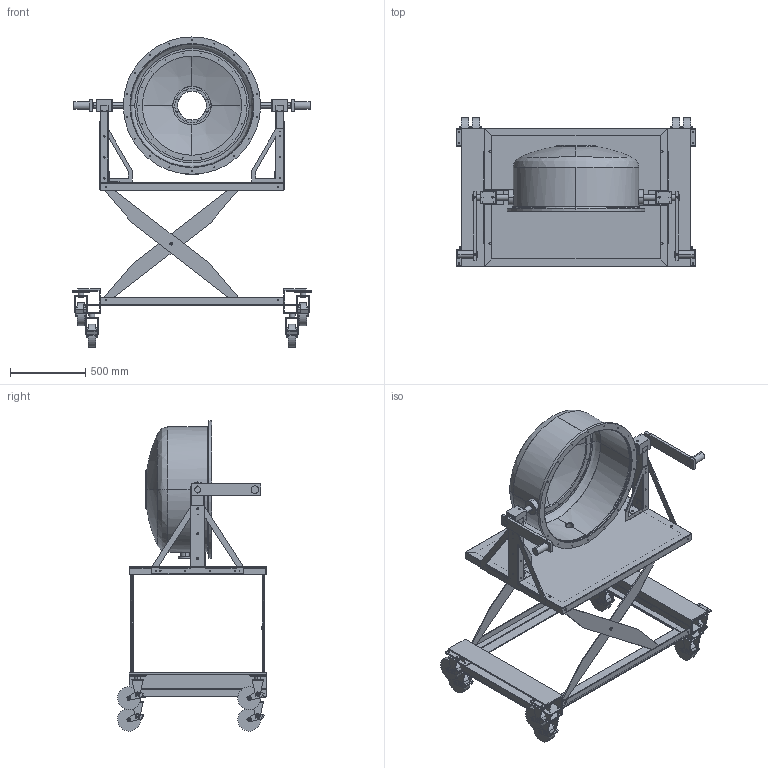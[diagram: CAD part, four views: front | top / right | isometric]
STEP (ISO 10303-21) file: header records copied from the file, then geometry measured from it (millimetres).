
FILE_DESCRIPTION((''),'2;1');
FILE_NAME('Cart2.stp','2005-09-12T15:23:48',('User'),(''),'Autodesk Inventor 8','Autodesk Inventor 8','');
FILE_SCHEMA(('AUTOMOTIVE_DESIGN { 1 0 10303 214 1 1 1 1 }'));
Length unit declared in the file: millimetre
Products named in the file (48): Cart2; LiftCart; CartBase; SupportTube; BaseSupport; Caster; CasterBasePlate; AxleHousing; Swivel; WheelBracket; Washer-1; Wheel; LiftTable; LiftBase; Angle-Long; Angle-Short; Spacer-1; LiftBrace; Roller; Washer-2; TableTop; TopPlate; CartBase2; AngleBar; LiftSupport; CartBase3; PivotAssembly; Upright; MainBracePlate; BracePlate; BaseAngle; ShaftAssembly; BearingBlock; Shaft; BallBearingR24; BearingEndPlate; CWAssembly; CWHandle; Post; VacVesSec3 ...
Assembly tree (91 placements, depth 5):
  Cart2
    LiftCart
      CartBase
        SupportTube  x2
        BaseSupport  x2
        Caster  x4
          CasterBasePlate
          AxleHousing
          Swivel
          WheelBracket
          Washer-1
          Wheel
      LiftTable
        LiftBase
          Angle-Long  x2
          Angle-Short  x2
        Spacer-1  x2
        LiftBrace  x4
        Washer-1  x10
        Roller  x4
        Washer-2  x2
        TableTop
          TopPlate
          Angle-Long  x2
          Angle-Short  x2
      CartBase2
        AngleBar
        LiftSupport  x2
        Caster  x2
          CasterBasePlate
          AxleHousing
          Swivel
          WheelBracket
          Washer-1
          Wheel
      CartBase3
        AngleBar
        LiftSupport  x2
        Caster  x2
          CasterBasePlate
          AxleHousing
          Swivel
          WheelBracket
          Washer-1
          Wheel
    PivotAssembly  x2
      Upright
      MainBracePlate
      BracePlate
      BaseAngle
      ShaftAssembly
        BearingBlock
        Shaft
        BallBearingR24  x2
        BearingEndPlate  x2
    CWAssembly  x2
      CWHandle
      Post
    VacVesSec3
      4-STAR-F-0127_AF0
Bounding box: 1593.85 x 989.96 x 2064.83 mm (x, y, z)
Volume: 53276455.2 mm3; surface area: 14225207.9 mm2
Topology: 144 solids, 144 shells, 2359 faces, 5966 edges, 3890 vertices
Faces by surface type: bspline 842, plane 765, cylinder 688, cone 56, sphere 8
Entity records: 35786 total; most frequent: CARTESIAN_POINT 11185, DIRECTION 5055, ORIENTED_EDGE 4780, EDGE_CURVE 2390, AXIS2_PLACEMENT_3D 1995, VERTEX_POINT 1555, EDGE_LOOP 1281, CIRCLE 1195
